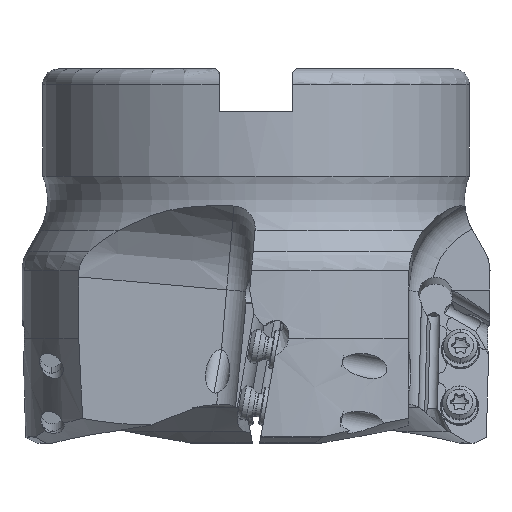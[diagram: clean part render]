
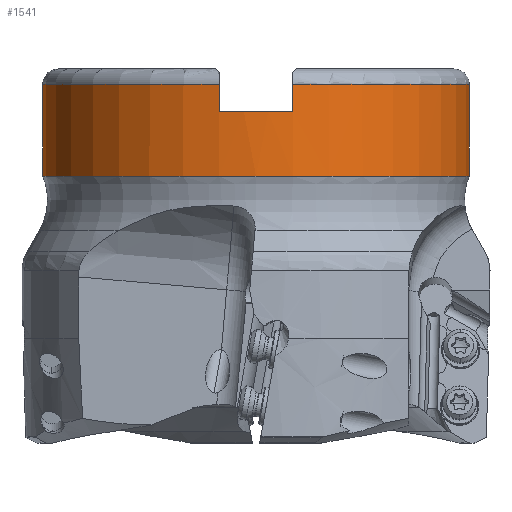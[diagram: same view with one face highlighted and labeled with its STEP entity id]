
A CAD part, front view. The second image highlights one B-rep face of the part: STEP entity #1541.
In plain terms, the highlighted cylindrical face has radius 27.815 mm (diameter 55.63 mm), a partial arc.
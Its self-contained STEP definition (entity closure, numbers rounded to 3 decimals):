
#607=LINE('',#20885,#1063);
#608=LINE('',#20889,#1064);
#609=LINE('',#20890,#1065);
#610=LINE('',#20896,#1066);
#1063=VECTOR('',#13537,1.);
#1064=VECTOR('',#13540,1.);
#1065=VECTOR('',#13541,1.);
#1066=VECTOR('',#13546,1.);
#1541=ADVANCED_FACE('',(#2365),#1995,.T.);
#1995=CYLINDRICAL_SURFACE('',#11606,27.815);
#2365=FACE_OUTER_BOUND('',#2909,.T.);
#2909=EDGE_LOOP('',(#5226,#5227,#5228,#5229,#5230,#5231,#5232,#5233,#5234));
#3544=CIRCLE('',#11599,27.815);
#3545=CIRCLE('',#11602,27.815);
#3546=CIRCLE('',#11603,27.815);
#3547=CIRCLE('',#11604,27.815);
#3548=CIRCLE('',#11605,27.815);
#5226=ORIENTED_EDGE('',*,*,#9436,.T.);
#5227=ORIENTED_EDGE('',*,*,#9437,.F.);
#5228=ORIENTED_EDGE('',*,*,#9438,.T.);
#5229=ORIENTED_EDGE('',*,*,#9439,.T.);
#5230=ORIENTED_EDGE('',*,*,#9434,.T.);
#5231=ORIENTED_EDGE('',*,*,#9440,.T.);
#5232=ORIENTED_EDGE('',*,*,#9441,.T.);
#5233=ORIENTED_EDGE('',*,*,#9442,.T.);
#5234=ORIENTED_EDGE('',*,*,#9443,.F.);
#7844=VERTEX_POINT('',#19093);
#7845=VERTEX_POINT('',#19095);
#8060=VERTEX_POINT('',#20883);
#8061=VERTEX_POINT('',#20884);
#8062=VERTEX_POINT('',#20886);
#8063=VERTEX_POINT('',#20888);
#8064=VERTEX_POINT('',#20891);
#8065=VERTEX_POINT('',#20893);
#8066=VERTEX_POINT('',#20895);
#9434=EDGE_CURVE('',#7844,#7845,#3544,.T.);
#9436=EDGE_CURVE('',#8060,#8061,#3545,.T.);
#9437=EDGE_CURVE('',#8062,#8061,#607,.T.);
#9438=EDGE_CURVE('',#8062,#8063,#3546,.T.);
#9439=EDGE_CURVE('',#8063,#7844,#608,.T.);
#9440=EDGE_CURVE('',#7845,#8064,#609,.T.);
#9441=EDGE_CURVE('',#8064,#8065,#3547,.T.);
#9442=EDGE_CURVE('',#8065,#8066,#3548,.T.);
#9443=EDGE_CURVE('',#8060,#8066,#610,.T.);
#11599=AXIS2_PLACEMENT_3D('',#20863,#13529,#13530);
#11602=AXIS2_PLACEMENT_3D('',#20882,#13535,#13536);
#11603=AXIS2_PLACEMENT_3D('',#20887,#13538,#13539);
#11604=AXIS2_PLACEMENT_3D('',#20892,#13542,#13543);
#11605=AXIS2_PLACEMENT_3D('',#20894,#13544,#13545);
#11606=AXIS2_PLACEMENT_3D('',#20897,#13547,#13548);
#13529=DIRECTION('',(0.,0.,1.));
#13530=DIRECTION('',(-1.,0.,0.));
#13535=DIRECTION('',(0.,0.,-1.));
#13536=DIRECTION('',(0.171,-0.985,0.));
#13537=DIRECTION('',(0.,0.,-1.));
#13538=DIRECTION('',(0.,0.,-1.));
#13539=DIRECTION('',(-0.171,-0.985,0.));
#13540=DIRECTION('',(0.,0.,-1.));
#13541=DIRECTION('',(0.,0.,1.));
#13542=DIRECTION('',(0.,0.,-1.));
#13543=DIRECTION('',(1.,0.,0.));
#13544=DIRECTION('',(0.,0.,-1.));
#13545=DIRECTION('',(1.,-0.001,0.));
#13546=DIRECTION('',(0.,0.,1.));
#13547=DIRECTION('',(0.,0.,-1.));
#13548=DIRECTION('',(1.,0.,0.));
#19093=CARTESIAN_POINT('',(-27.815,0.,-14.));
#19095=CARTESIAN_POINT('',(27.815,0.,-14.));
#20863=CARTESIAN_POINT('',(0.,0.,-14.));
#20882=CARTESIAN_POINT('',(0.,0.,-5.56));
#20883=CARTESIAN_POINT('',(4.763,-27.404,-5.56));
#20884=CARTESIAN_POINT('',(-4.763,-27.404,-5.56));
#20885=CARTESIAN_POINT('',(-4.763,-27.404,-2.));
#20886=CARTESIAN_POINT('',(-4.763,-27.404,-2.));
#20887=CARTESIAN_POINT('',(0.,0.,-2.));
#20888=CARTESIAN_POINT('',(-27.815,0.,-2.));
#20889=CARTESIAN_POINT('',(-27.815,0.,-2.));
#20890=CARTESIAN_POINT('',(27.815,0.,-14.));
#20891=CARTESIAN_POINT('',(27.815,0.,-2.));
#20892=CARTESIAN_POINT('',(0.,0.,-2.));
#20893=CARTESIAN_POINT('',(27.815,-0.022,-2.));
#20894=CARTESIAN_POINT('',(0.,0.,-2.));
#20895=CARTESIAN_POINT('',(4.762,-27.404,-2.));
#20896=CARTESIAN_POINT('',(4.763,-27.404,-5.56));
#20897=CARTESIAN_POINT('',(0.,0.,-1.76));
